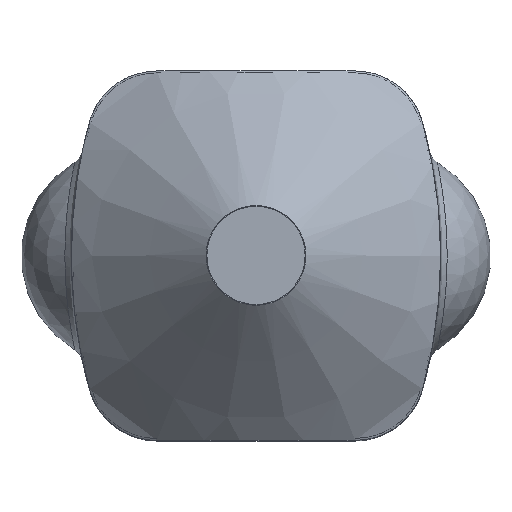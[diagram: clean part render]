
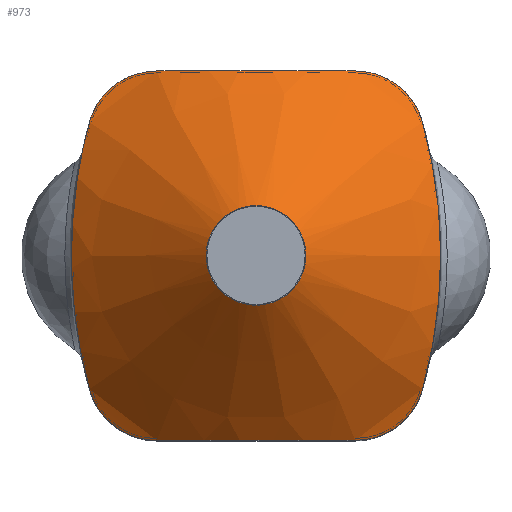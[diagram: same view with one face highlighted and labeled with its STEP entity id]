
A CAD part, top view. The second image highlights one B-rep face of the part: STEP entity #973.
In plain terms, the highlighted conical face has half-angle 48.367 degrees and reference radius 24.999 mm.
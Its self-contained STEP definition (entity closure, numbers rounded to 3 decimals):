
#818=CONICAL_SURFACE('',#17230,24.999,48.367);
#822=FACE_BOUND('',#3493,.T.);
#823=FACE_BOUND('',#3494,.T.);
#973=ADVANCED_FACE('',(#822,#823),#818,.T.);
#3493=EDGE_LOOP('',(#6931,#6932,#6933,#6934,#6935,#6936,#6937,#6938));
#3494=EDGE_LOOP('',(#6939));
#4653=CIRCLE('',#17216,24.999);
#6931=ORIENTED_EDGE('',*,*,#13670,.T.);
#6932=ORIENTED_EDGE('',*,*,#13653,.T.);
#6933=ORIENTED_EDGE('',*,*,#13613,.T.);
#6934=ORIENTED_EDGE('',*,*,#13621,.T.);
#6935=ORIENTED_EDGE('',*,*,#13630,.T.);
#6936=ORIENTED_EDGE('',*,*,#13656,.T.);
#6937=ORIENTED_EDGE('',*,*,#13671,.T.);
#6938=ORIENTED_EDGE('',*,*,#13672,.T.);
#6939=ORIENTED_EDGE('',*,*,#13652,.T.);
#12115=VERTEX_POINT('',#22707);
#12116=VERTEX_POINT('',#22718);
#12123=VERTEX_POINT('',#22739);
#12129=VERTEX_POINT('',#22788);
#12150=VERTEX_POINT('',#22915);
#12151=VERTEX_POINT('',#22929);
#12153=VERTEX_POINT('',#22946);
#12165=VERTEX_POINT('',#22983);
#12166=VERTEX_POINT('',#22994);
#13613=EDGE_CURVE('',#12116,#12115,#16233,.T.);
#13621=EDGE_CURVE('',#12115,#12123,#16236,.T.);
#13630=EDGE_CURVE('',#12123,#12129,#16240,.T.);
#13652=EDGE_CURVE('',#12150,#12150,#4653,.T.);
#13653=EDGE_CURVE('',#12151,#12116,#16257,.T.);
#13656=EDGE_CURVE('',#12129,#12153,#16258,.T.);
#13670=EDGE_CURVE('',#12165,#12151,#16259,.T.);
#13671=EDGE_CURVE('',#12153,#12166,#16260,.T.);
#13672=EDGE_CURVE('',#12166,#12165,#16261,.T.);
#16233=B_SPLINE_CURVE_WITH_KNOTS('',3,(#22708,#22709,#22710,#22711,#22712,
#22713,#22714,#22715,#22716,#22717),.UNSPECIFIED.,.F.,.F.,(4,2,2,2,4),(0.,
0.25,0.5,0.75,1.),.UNSPECIFIED.);
#16236=B_SPLINE_CURVE_WITH_KNOTS('',3,(#22740,#22741,#22742,#22743,#22744,
#22745,#22746,#22747,#22748,#22749,#22750,#22751),.UNSPECIFIED.,.F.,.F.,
(4,2,2,2,2,4),(0.,0.25,0.5,0.625,0.75,1.),.UNSPECIFIED.);
#16240=B_SPLINE_CURVE_WITH_KNOTS('',3,(#22789,#22790,#22791,#22792,#22793,
#22794,#22795,#22796,#22797,#22798),.UNSPECIFIED.,.F.,.F.,(4,2,2,2,4),(0.,
0.25,0.5,0.75,1.),.UNSPECIFIED.);
#16257=B_SPLINE_CURVE_WITH_KNOTS('',3,(#22917,#22918,#22919,#22920,#22921,
#22922,#22923,#22924,#22925,#22926,#22927,#22928),.UNSPECIFIED.,.F.,.F.,
(4,2,2,2,2,4),(0.,0.25,0.375,0.5,0.75,1.),.UNSPECIFIED.);
#16258=B_SPLINE_CURVE_WITH_KNOTS('',3,(#22934,#22935,#22936,#22937,#22938,
#22939,#22940,#22941,#22942,#22943,#22944,#22945),.UNSPECIFIED.,.F.,.F.,
(4,2,2,2,2,4),(0.,0.25,0.5,0.625,0.75,1.),.UNSPECIFIED.);
#16259=B_SPLINE_CURVE_WITH_KNOTS('',3,(#22973,#22974,#22975,#22976,#22977,
#22978,#22979,#22980,#22981,#22982),.UNSPECIFIED.,.F.,.F.,(4,2,2,2,4),(0.,
0.25,0.5,0.75,1.),.UNSPECIFIED.);
#16260=B_SPLINE_CURVE_WITH_KNOTS('',3,(#22984,#22985,#22986,#22987,#22988,
#22989,#22990,#22991,#22992,#22993),.UNSPECIFIED.,.F.,.F.,(4,2,2,2,4),(0.,
0.25,0.5,0.75,1.),.UNSPECIFIED.);
#16261=B_SPLINE_CURVE_WITH_KNOTS('',3,(#22995,#22996,#22997,#22998,#22999,
#23000,#23001,#23002,#23003,#23004,#23005,#23006),.UNSPECIFIED.,.F.,.F.,
(4,2,2,2,2,4),(0.,0.25,0.375,0.5,0.75,1.),.UNSPECIFIED.);
#17216=AXIS2_PLACEMENT_3D('',#22914,#18854,#18855);
#17230=AXIS2_PLACEMENT_3D('',#23007,#18888,#18889);
#18854=DIRECTION('',(0.,0.,-1.));
#18855=DIRECTION('',(1.,0.,0.));
#18888=DIRECTION('',(0.,0.,-1.));
#18889=DIRECTION('',(1.,0.,0.));
#22707=CARTESIAN_POINT('',(-83.393,66.86,207.212));
#22708=CARTESIAN_POINT('',(-49.668,92.5,208.897));
#22709=CARTESIAN_POINT('',(-53.28,92.5,207.378));
#22710=CARTESIAN_POINT('',(-56.985,91.934,206.132));
#22711=CARTESIAN_POINT('',(-64.154,89.584,204.332));
#22712=CARTESIAN_POINT('',(-67.637,87.786,203.776));
#22713=CARTESIAN_POINT('',(-73.843,83.107,203.462));
#22714=CARTESIAN_POINT('',(-76.538,80.257,203.701));
#22715=CARTESIAN_POINT('',(-80.845,73.867,204.939));
#22716=CARTESIAN_POINT('',(-82.405,70.424,205.917));
#22717=CARTESIAN_POINT('',(-83.393,66.86,207.212));
#22718=CARTESIAN_POINT('',(-49.668,92.5,208.897));
#22739=CARTESIAN_POINT('',(-83.393,-66.86,207.212));
#22740=CARTESIAN_POINT('',(-83.393,66.86,207.212));
#22741=CARTESIAN_POINT('',(-86.333,56.27,211.062));
#22742=CARTESIAN_POINT('',(-88.631,45.241,214.311));
#22743=CARTESIAN_POINT('',(-91.707,22.872,218.779));
#22744=CARTESIAN_POINT('',(-92.504,11.502,220.006));
#22745=CARTESIAN_POINT('',(-92.498,-5.878,219.997));
#22746=CARTESIAN_POINT('',(-92.29,-11.737,219.681));
#22747=CARTESIAN_POINT('',(-91.489,-23.181,218.482));
#22748=CARTESIAN_POINT('',(-90.897,-28.815,217.602));
#22749=CARTESIAN_POINT('',(-88.583,-45.485,214.243));
#22750=CARTESIAN_POINT('',(-86.327,-56.292,211.054));
#22751=CARTESIAN_POINT('',(-83.393,-66.86,207.212));
#22788=CARTESIAN_POINT('',(-49.668,-92.5,208.897));
#22789=CARTESIAN_POINT('',(-83.393,-66.86,207.212));
#22790=CARTESIAN_POINT('',(-82.404,-70.427,205.915));
#22791=CARTESIAN_POINT('',(-80.826,-73.901,204.932));
#22792=CARTESIAN_POINT('',(-76.528,-80.266,203.7));
#22793=CARTESIAN_POINT('',(-73.828,-83.123,203.46));
#22794=CARTESIAN_POINT('',(-67.591,-87.815,203.781));
#22795=CARTESIAN_POINT('',(-64.16,-89.585,204.329));
#22796=CARTESIAN_POINT('',(-56.928,-91.95,206.148));
#22797=CARTESIAN_POINT('',(-53.28,-92.5,207.378));
#22798=CARTESIAN_POINT('',(-49.668,-92.5,208.897));
#22914=CARTESIAN_POINT('',(0.,0.,280.));
#22915=CARTESIAN_POINT('',(24.999,0.,280.));
#22917=CARTESIAN_POINT('',(49.668,92.5,208.897));
#22918=CARTESIAN_POINT('',(41.839,92.5,212.189));
#22919=CARTESIAN_POINT('',(33.812,92.5,214.972));
#22920=CARTESIAN_POINT('',(21.297,92.5,217.925));
#22921=CARTESIAN_POINT('',(17.048,92.5,218.698));
#22922=CARTESIAN_POINT('',(8.581,92.5,219.731));
#22923=CARTESIAN_POINT('',(4.338,92.5,219.996));
#22924=CARTESIAN_POINT('',(-8.42,92.5,220.007));
#22925=CARTESIAN_POINT('',(-17.023,92.5,218.929));
#22926=CARTESIAN_POINT('',(-33.801,92.5,214.978));
#22927=CARTESIAN_POINT('',(-41.847,92.5,212.186));
#22928=CARTESIAN_POINT('',(-49.668,92.5,208.897));
#22929=CARTESIAN_POINT('',(49.668,92.5,208.897));
#22934=CARTESIAN_POINT('',(-49.668,-92.5,208.897));
#22935=CARTESIAN_POINT('',(-41.781,-92.5,212.213));
#22936=CARTESIAN_POINT('',(-33.73,-92.5,214.994));
#22937=CARTESIAN_POINT('',(-17.124,-92.5,218.906));
#22938=CARTESIAN_POINT('',(-8.485,-92.5,220.003));
#22939=CARTESIAN_POINT('',(4.289,-92.5,219.999));
#22940=CARTESIAN_POINT('',(8.538,-92.5,219.735));
#22941=CARTESIAN_POINT('',(17.017,-92.5,218.704));
#22942=CARTESIAN_POINT('',(21.273,-92.5,217.93));
#22943=CARTESIAN_POINT('',(33.798,-92.5,214.976));
#22944=CARTESIAN_POINT('',(41.832,-92.5,212.192));
#22945=CARTESIAN_POINT('',(49.668,-92.5,208.897));
#22946=CARTESIAN_POINT('',(49.668,-92.5,208.897));
#22973=CARTESIAN_POINT('',(83.393,66.86,207.212));
#22974=CARTESIAN_POINT('',(82.405,70.424,205.917));
#22975=CARTESIAN_POINT('',(80.845,73.867,204.939));
#22976=CARTESIAN_POINT('',(76.538,80.257,203.701));
#22977=CARTESIAN_POINT('',(73.843,83.107,203.462));
#22978=CARTESIAN_POINT('',(67.637,87.786,203.776));
#22979=CARTESIAN_POINT('',(64.154,89.584,204.332));
#22980=CARTESIAN_POINT('',(56.985,91.934,206.132));
#22981=CARTESIAN_POINT('',(53.28,92.5,207.378));
#22982=CARTESIAN_POINT('',(49.668,92.5,208.897));
#22983=CARTESIAN_POINT('',(83.393,66.86,207.212));
#22984=CARTESIAN_POINT('',(49.668,-92.5,208.897));
#22985=CARTESIAN_POINT('',(53.28,-92.5,207.378));
#22986=CARTESIAN_POINT('',(56.928,-91.95,206.148));
#22987=CARTESIAN_POINT('',(64.16,-89.585,204.329));
#22988=CARTESIAN_POINT('',(67.591,-87.815,203.781));
#22989=CARTESIAN_POINT('',(73.828,-83.123,203.46));
#22990=CARTESIAN_POINT('',(76.528,-80.266,203.7));
#22991=CARTESIAN_POINT('',(80.826,-73.901,204.932));
#22992=CARTESIAN_POINT('',(82.404,-70.427,205.915));
#22993=CARTESIAN_POINT('',(83.393,-66.86,207.212));
#22994=CARTESIAN_POINT('',(83.393,-66.86,207.212));
#22995=CARTESIAN_POINT('',(83.393,-66.86,207.212));
#22996=CARTESIAN_POINT('',(86.327,-56.292,211.054));
#22997=CARTESIAN_POINT('',(88.583,-45.485,214.243));
#22998=CARTESIAN_POINT('',(90.897,-28.815,217.602));
#22999=CARTESIAN_POINT('',(91.489,-23.181,218.482));
#23000=CARTESIAN_POINT('',(92.29,-11.737,219.681));
#23001=CARTESIAN_POINT('',(92.498,-5.878,219.997));
#23002=CARTESIAN_POINT('',(92.504,11.502,220.006));
#23003=CARTESIAN_POINT('',(91.707,22.872,218.779));
#23004=CARTESIAN_POINT('',(88.631,45.241,214.311));
#23005=CARTESIAN_POINT('',(86.333,56.27,211.062));
#23006=CARTESIAN_POINT('',(83.393,66.86,207.212));
#23007=CARTESIAN_POINT('',(0.,0.,280.));
